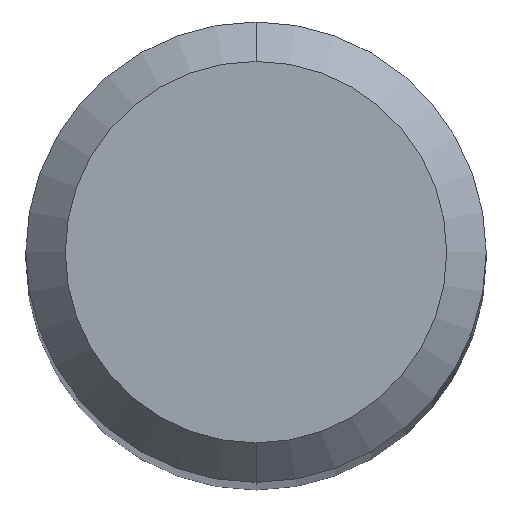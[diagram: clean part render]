
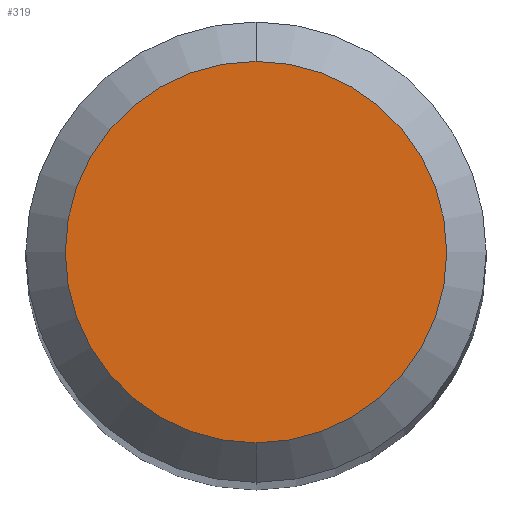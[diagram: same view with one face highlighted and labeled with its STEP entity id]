
A CAD part, top view. The second image highlights one B-rep face of the part: STEP entity #319.
In plain terms, the highlighted planar face has unit normal (0, 0, 1).
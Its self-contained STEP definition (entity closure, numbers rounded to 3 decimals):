
#201=VERTEX_POINT('',#440);
#249=VERTEX_POINT('',#494);
#253=EDGE_CURVE('',#201,#249,#498,.T.);
#319=ADVANCED_FACE('',(#574),#575,.T.);
#323=EDGE_CURVE('',#249,#201,#579,.T.);
#440=CARTESIAN_POINT('',(0.,-1.45,0.0));
#494=CARTESIAN_POINT('',(0.0,1.45,0.0));
#498=CIRCLE('',#790,1.45);
#574=FACE_OUTER_BOUND('',#886,.T.);
#575=PLANE('',#887);
#579=CIRCLE('',#892,1.45);
#790=AXIS2_PLACEMENT_3D('',#1099,#1100,#1101);
#886=EDGE_LOOP('',(#1203,#1204));
#887=AXIS2_PLACEMENT_3D('',#1205,#1206,#1207);
#892=AXIS2_PLACEMENT_3D('',#1208,#1209,#1210);
#1099=CARTESIAN_POINT('',(0.0,0.0,0.0));
#1100=DIRECTION('',(0.0,0.0,-1.0));
#1101=DIRECTION('',(0.0,1.0,0.0));
#1203=ORIENTED_EDGE('',*,*,#323,.F.);
#1204=ORIENTED_EDGE('',*,*,#253,.F.);
#1205=CARTESIAN_POINT('',(0.0,0.725,0.0));
#1206=DIRECTION('',(-0.0,0.0,1.0));
#1207=DIRECTION('',(0.0,-1.0,0.0));
#1208=CARTESIAN_POINT('',(0.0,0.0,0.0));
#1209=DIRECTION('',(0.0,0.0,-1.0));
#1210=DIRECTION('',(0.0,1.0,0.0));
